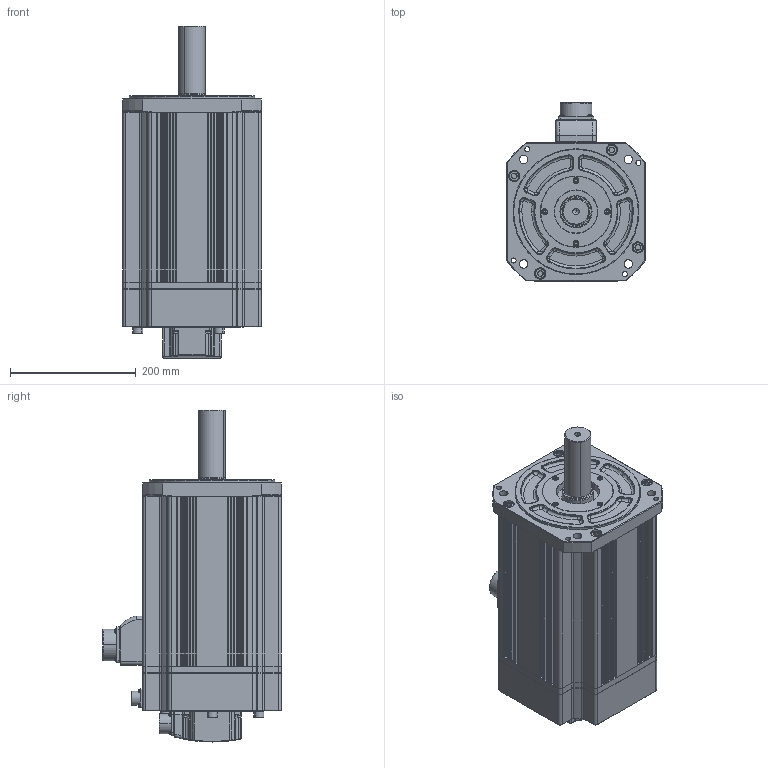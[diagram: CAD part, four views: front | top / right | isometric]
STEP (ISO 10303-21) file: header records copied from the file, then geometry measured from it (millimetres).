
FILE_DESCRIPTION (( 'STEP AP214' ), '1' );
FILE_NAME ('FM22GA004-3_Out Line(APM-FG110G_N2).STEP', '2018-12-12T07:17:58', ( '' ), ( '' ), 'SwSTEP 2.0', 'SolidWorks 2011', '' );
FILE_SCHEMA (( 'AUTOMOTIVE_DESIGN' ));
Length unit declared in the file: millimetre
Products named in the file (1): FM22GA004-3_Out Line(APM-FG110G_N2)
Bounding box: 220 x 283.7 x 527.7 mm (x, y, z)
Volume: 15883154.5 mm3; surface area: 991537 mm2
Topology: 73 solids, 73 shells, 2557 faces, 6362 edges, 4033 vertices
Faces by surface type: cylinder 1004, plane 890, cone 339, torus 173, bspline 151
Entity records: 113963 total; most frequent: CARTESIAN_POINT 23560, DIRECTION 13259, ORIENTED_EDGE 12556, EDGE_CURVE 6278, AXIS2_PLACEMENT_3D 5132, VERTEX_POINT 4033, LINE 2995, VECTOR 2995
